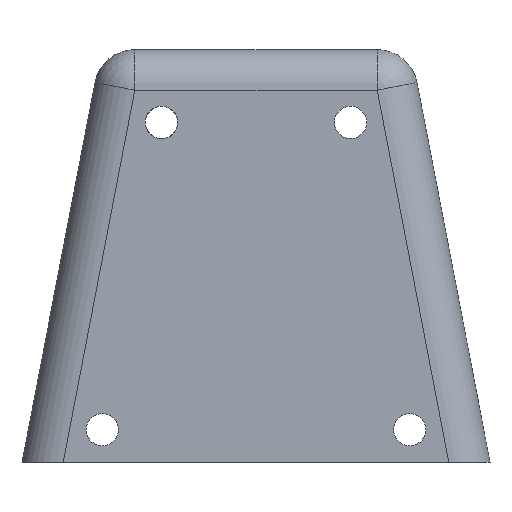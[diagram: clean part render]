
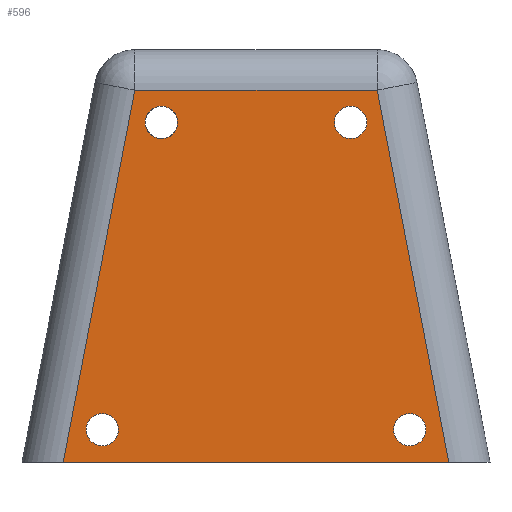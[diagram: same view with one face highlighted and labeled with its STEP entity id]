
A CAD part, front view. The second image highlights one B-rep face of the part: STEP entity #596.
In plain terms, the highlighted planar face has unit normal (0, -1, 0).
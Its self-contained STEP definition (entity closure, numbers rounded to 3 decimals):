
#202=CARTESIAN_POINT('Control Point',(-37.368,-13.001,21.)) ;
#203=CARTESIAN_POINT('Control Point',(-37.368,-13.001,20.372)) ;
#204=CARTESIAN_POINT('Control Point',(-37.615,-13.001,19.743)) ;
#205=CARTESIAN_POINT('Control Point',(-38.112,-13.001,19.247)) ;
#206=CARTESIAN_POINT('Control Point',(-39.368,-13.001,18.753)) ;
#207=CARTESIAN_POINT('Control Point',(-40.625,-13.001,19.247)) ;
#208=CARTESIAN_POINT('Control Point',(-41.122,-13.001,19.743)) ;
#209=CARTESIAN_POINT('Control Point',(-41.368,-13.001,20.372)) ;
#210=CARTESIAN_POINT('Control Point',(-41.368,-13.001,21.)) ;
#211=CARTESIAN_POINT('Vertex',(-37.368,-13.001,21.)) ;
#213=CARTESIAN_POINT('Vertex',(-41.368,-13.001,21.)) ;
#239=CARTESIAN_POINT('Control Point',(-41.368,-13.001,21.)) ;
#240=CARTESIAN_POINT('Control Point',(-41.368,-13.001,21.628)) ;
#241=CARTESIAN_POINT('Control Point',(-41.122,-13.001,22.257)) ;
#242=CARTESIAN_POINT('Control Point',(-40.625,-13.001,22.753)) ;
#243=CARTESIAN_POINT('Control Point',(-39.368,-13.001,23.247)) ;
#244=CARTESIAN_POINT('Control Point',(-38.112,-13.001,22.753)) ;
#245=CARTESIAN_POINT('Control Point',(-37.615,-13.001,22.257)) ;
#246=CARTESIAN_POINT('Control Point',(-37.368,-13.001,21.628)) ;
#247=CARTESIAN_POINT('Control Point',(-37.368,-13.001,21.)) ;
#499=CARTESIAN_POINT('Axis2P3D Location',(0.,-13.001,0.)) ;
#504=CARTESIAN_POINT('Line Origine',(-27.672,-13.001,-21.038)) ;
#508=CARTESIAN_POINT('Vertex',(-51.526,-13.001,-21.038)) ;
#510=CARTESIAN_POINT('Vertex',(-3.819,-13.001,-21.038)) ;
#513=CARTESIAN_POINT('Line Origine',(-8.246,-13.001,1.981)) ;
#517=CARTESIAN_POINT('Vertex',(-12.672,-13.001,25.)) ;
#520=CARTESIAN_POINT('Line Origine',(-27.672,-13.001,25.)) ;
#524=CARTESIAN_POINT('Vertex',(-42.672,-13.001,25.)) ;
#527=CARTESIAN_POINT('Line Origine',(-47.099,-13.001,1.981)) ;
#542=CARTESIAN_POINT('Axis2P3D Location',(-15.977,-13.001,21.)) ;
#546=CARTESIAN_POINT('Vertex',(-17.977,-13.001,21.)) ;
#548=CARTESIAN_POINT('Vertex',(-13.977,-13.001,21.)) ;
#551=CARTESIAN_POINT('Axis2P3D Location',(-15.977,-13.001,21.)) ;
#560=CARTESIAN_POINT('Axis2P3D Location',(-46.676,-13.001,-17.)) ;
#564=CARTESIAN_POINT('Vertex',(-48.676,-13.001,-17.)) ;
#566=CARTESIAN_POINT('Vertex',(-44.676,-13.001,-17.)) ;
#569=CARTESIAN_POINT('Axis2P3D Location',(-46.676,-13.001,-17.)) ;
#578=CARTESIAN_POINT('Axis2P3D Location',(-8.669,-13.001,-17.)) ;
#582=CARTESIAN_POINT('Vertex',(-10.669,-13.001,-17.)) ;
#584=CARTESIAN_POINT('Vertex',(-6.669,-13.001,-17.)) ;
#587=CARTESIAN_POINT('Axis2P3D Location',(-8.669,-13.001,-17.)) ;
#500=DIRECTION('Axis2P3D Direction',(0.,1.,0.)) ;
#501=DIRECTION('Axis2P3D XDirection',(-1.,0.,0.)) ;
#505=DIRECTION('Vector Direction',(1.,0.,0.)) ;
#514=DIRECTION('Vector Direction',(0.189,0.,-0.982)) ;
#521=DIRECTION('Vector Direction',(1.,0.,0.)) ;
#528=DIRECTION('Vector Direction',(0.189,0.,0.982)) ;
#543=DIRECTION('Axis2P3D Direction',(0.,1.,0.)) ;
#552=DIRECTION('Axis2P3D Direction',(0.,1.,0.)) ;
#561=DIRECTION('Axis2P3D Direction',(0.,1.,0.)) ;
#570=DIRECTION('Axis2P3D Direction',(0.,1.,0.)) ;
#579=DIRECTION('Axis2P3D Direction',(0.,1.,0.)) ;
#588=DIRECTION('Axis2P3D Direction',(0.,1.,0.)) ;
#502=AXIS2_PLACEMENT_3D('Plane Axis2P3D',#499,#500,#501) ;
#544=AXIS2_PLACEMENT_3D('Circle Axis2P3D',#542,#543,$) ;
#553=AXIS2_PLACEMENT_3D('Circle Axis2P3D',#551,#552,$) ;
#562=AXIS2_PLACEMENT_3D('Circle Axis2P3D',#560,#561,$) ;
#571=AXIS2_PLACEMENT_3D('Circle Axis2P3D',#569,#570,$) ;
#580=AXIS2_PLACEMENT_3D('Circle Axis2P3D',#578,#579,$) ;
#589=AXIS2_PLACEMENT_3D('Circle Axis2P3D',#587,#588,$) ;
#533=ORIENTED_EDGE('',*,*,#512,.T.) ;
#534=ORIENTED_EDGE('',*,*,#519,.F.) ;
#535=ORIENTED_EDGE('',*,*,#526,.F.) ;
#536=ORIENTED_EDGE('',*,*,#531,.F.) ;
#539=ORIENTED_EDGE('',*,*,#248,.T.) ;
#540=ORIENTED_EDGE('',*,*,#215,.T.) ;
#557=ORIENTED_EDGE('',*,*,#550,.T.) ;
#558=ORIENTED_EDGE('',*,*,#555,.T.) ;
#575=ORIENTED_EDGE('',*,*,#568,.T.) ;
#576=ORIENTED_EDGE('',*,*,#573,.T.) ;
#593=ORIENTED_EDGE('',*,*,#586,.T.) ;
#594=ORIENTED_EDGE('',*,*,#591,.T.) ;
#541=FACE_BOUND('',#538,.T.) ;
#559=FACE_BOUND('',#556,.T.) ;
#577=FACE_BOUND('',#574,.T.) ;
#595=FACE_BOUND('',#592,.T.) ;
#506=VECTOR('Line Direction',#505,1.) ;
#515=VECTOR('Line Direction',#514,1.) ;
#522=VECTOR('Line Direction',#521,1.) ;
#529=VECTOR('Line Direction',#528,1.) ;
#596=ADVANCED_FACE('corps',(#537,#541,#559,#577,#595),#503,.F.) ;
#201=B_SPLINE_CURVE_WITH_KNOTS('',5,(#202,#203,#204,#205,#206,#207,#208,#209,#210),.UNSPECIFIED.,.F.,.U.,(6,3,6),(0.,4.443,8.886),.UNSPECIFIED.) ;
#238=B_SPLINE_CURVE_WITH_KNOTS('',5,(#239,#240,#241,#242,#243,#244,#245,#246,#247),.UNSPECIFIED.,.F.,.U.,(6,3,6),(0.,4.443,8.886),.UNSPECIFIED.) ;
#545=CIRCLE('generated circle',#544,2.) ;
#554=CIRCLE('generated circle',#553,2.) ;
#563=CIRCLE('generated circle',#562,2.) ;
#572=CIRCLE('generated circle',#571,2.) ;
#581=CIRCLE('generated circle',#580,2.) ;
#590=CIRCLE('generated circle',#589,2.) ;
#215=EDGE_CURVE('',#212,#214,#201,.T.) ;
#248=EDGE_CURVE('',#214,#212,#238,.T.) ;
#512=EDGE_CURVE('',#509,#511,#507,.T.) ;
#519=EDGE_CURVE('',#518,#511,#516,.T.) ;
#526=EDGE_CURVE('',#525,#518,#523,.T.) ;
#531=EDGE_CURVE('',#509,#525,#530,.T.) ;
#550=EDGE_CURVE('',#547,#549,#545,.T.) ;
#555=EDGE_CURVE('',#549,#547,#554,.T.) ;
#568=EDGE_CURVE('',#565,#567,#563,.T.) ;
#573=EDGE_CURVE('',#567,#565,#572,.T.) ;
#586=EDGE_CURVE('',#583,#585,#581,.T.) ;
#591=EDGE_CURVE('',#585,#583,#590,.T.) ;
#532=EDGE_LOOP('',(#533,#534,#535,#536)) ;
#538=EDGE_LOOP('',(#539,#540)) ;
#556=EDGE_LOOP('',(#557,#558)) ;
#574=EDGE_LOOP('',(#575,#576)) ;
#592=EDGE_LOOP('',(#593,#594)) ;
#537=FACE_OUTER_BOUND('',#532,.T.) ;
#507=LINE('Line',#504,#506) ;
#516=LINE('Line',#513,#515) ;
#523=LINE('Line',#520,#522) ;
#530=LINE('Line',#527,#529) ;
#503=PLANE('Plane',#502) ;
#212=VERTEX_POINT('',#211) ;
#214=VERTEX_POINT('',#213) ;
#509=VERTEX_POINT('',#508) ;
#511=VERTEX_POINT('',#510) ;
#518=VERTEX_POINT('',#517) ;
#525=VERTEX_POINT('',#524) ;
#547=VERTEX_POINT('',#546) ;
#549=VERTEX_POINT('',#548) ;
#565=VERTEX_POINT('',#564) ;
#567=VERTEX_POINT('',#566) ;
#583=VERTEX_POINT('',#582) ;
#585=VERTEX_POINT('',#584) ;
